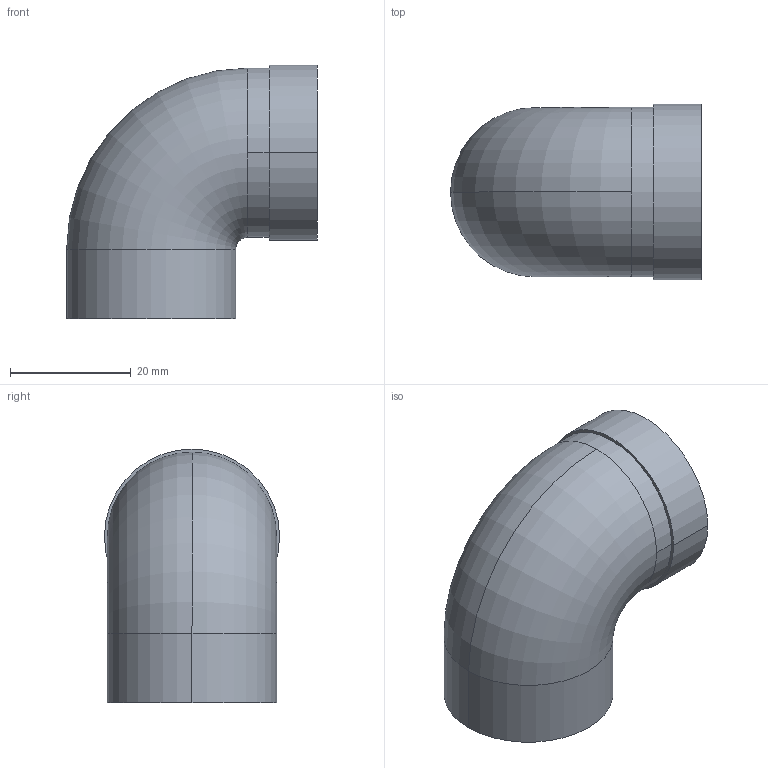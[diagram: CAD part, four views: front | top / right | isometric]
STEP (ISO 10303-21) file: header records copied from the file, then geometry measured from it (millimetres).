
FILE_DESCRIPTION(('STEP AP214'),'1');
FILE_NAME('cctmp_17762279-3DA2-4118-BA8C-E7943128CD5A_2022_03_09_11_40_30_0809..stp','2022-03-09T10:40:30',('Praher Valves GmbH'),('CADClick - www.CADClick.com'),'Spatial InterOp 3D',' ','unknown authorization');
FILE_SCHEMA(('AUTOMOTIVE_DESIGN'));
Length unit declared in the file: millimetre
Products named in the file (1): 70817
Bounding box: 41.5 x 29 x 42 mm (x, y, z)
Volume: 17017.9 mm3; surface area: 7896 mm2
Topology: 1 solids, 1 shells, 19 faces, 42 edges, 26 vertices
Faces by surface type: cylinder 10, plane 5, torus 4
Entity records: 1094 total; most frequent: CARTESIAN_POINT 480, DIRECTION 102, ORIENTED_EDGE 84, AXIS2_PLACEMENT_3D 46, EDGE_CURVE 42, VERTEX_POINT 26, CIRCLE 26, EDGE_LOOP 22
